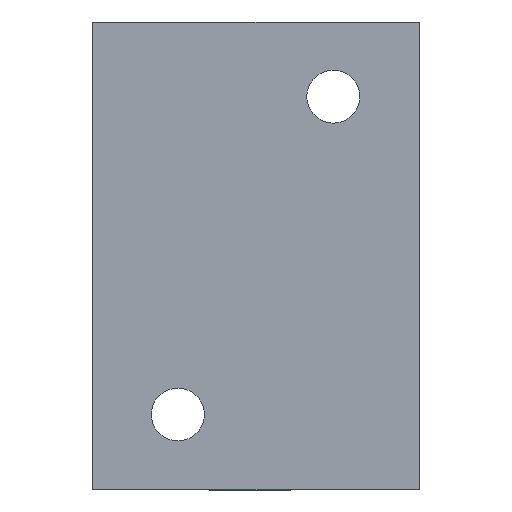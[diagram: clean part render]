
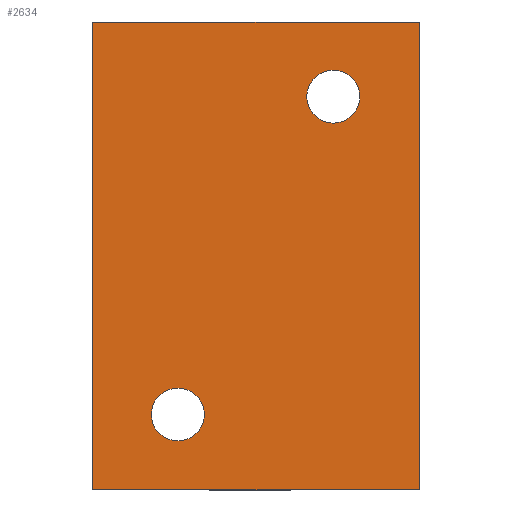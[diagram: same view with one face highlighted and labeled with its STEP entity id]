
A CAD part, front view. The second image highlights one B-rep face of the part: STEP entity #2634.
In plain terms, the highlighted planar face has unit normal (0, -1, 0).
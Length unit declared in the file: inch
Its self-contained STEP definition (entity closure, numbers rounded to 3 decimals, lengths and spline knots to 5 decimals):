
#15 = PLANE ( 'NONE',  #296 ) ;
#54 = DIRECTION ( 'NONE',  ( 0., 1., 0. ) ) ;
#100 = CARTESIAN_POINT ( 'NONE',  ( -4.13944, 0., -1.42576 ) ) ;
#109 = EDGE_LOOP ( 'NONE', ( #2122, #2670, #1742, #1424 ) ) ;
#130 = CARTESIAN_POINT ( 'NONE',  ( -2.43007, 0., -1.77263 ) ) ;
#165 = CARTESIAN_POINT ( 'NONE',  ( -4.13944, 0., -1.23826 ) ) ;
#167 = VERTEX_POINT ( 'NONE', #701 ) ;
#206 = LINE ( 'NONE', #2446, #2104 ) ;
#252 = CARTESIAN_POINT ( 'NONE',  ( 0., 0., 0. ) ) ;
#262 = LINE ( 'NONE', #1762, #2724 ) ;
#285 = CARTESIAN_POINT ( 'NONE',  ( -4.74257, 0., 1.53987 ) ) ;
#292 = CARTESIAN_POINT ( 'NONE',  ( -4.13944, 0., -1.05076 ) ) ;
#295 = VECTOR ( 'NONE', #521, 39.37008 ) ;
#296 = AXIS2_PLACEMENT_3D ( 'NONE', #252, #481, #2161 ) ;
#355 = AXIS2_PLACEMENT_3D ( 'NONE', #2422, #988, #2652 ) ;
#389 = LINE ( 'NONE', #2832, #1434 ) ;
#393 = DIRECTION ( 'NONE',  ( 0., 0., 1. ) ) ;
#422 = CARTESIAN_POINT ( 'NONE',  ( -4.74257, 0., -1.77263 ) ) ;
#448 = VERTEX_POINT ( 'NONE', #292 ) ;
#481 = DIRECTION ( 'NONE',  ( 0., 1., 0. ) ) ;
#521 = DIRECTION ( 'NONE',  ( 1., 0., 0. ) ) ;
#553 = ORIENTED_EDGE ( 'NONE', *, *, #2874, .T. ) ;
#578 = DIRECTION ( 'NONE',  ( 0., 0., -1. ) ) ;
#693 = DIRECTION ( 'NONE',  ( 0., 0., 1. ) ) ;
#701 = CARTESIAN_POINT ( 'NONE',  ( -2.43007, 0., 1.53987 ) ) ;
#835 = VERTEX_POINT ( 'NONE', #285 ) ;
#897 = EDGE_LOOP ( 'NONE', ( #3040, #553 ) ) ;
#900 = LINE ( 'NONE', #1950, #295 ) ;
#988 = DIRECTION ( 'NONE',  ( 0., 1., 0. ) ) ;
#1129 = FACE_BOUND ( 'NONE', #2506, .T. ) ;
#1161 = DIRECTION ( 'NONE',  ( 0., 1., 0. ) ) ;
#1226 = AXIS2_PLACEMENT_3D ( 'NONE', #165, #1815, #393 ) ;
#1268 = EDGE_CURVE ( 'NONE', #167, #2090, #262, .T. ) ;
#1381 = EDGE_CURVE ( 'NONE', #448, #1797, #2856, .T. ) ;
#1424 = ORIENTED_EDGE ( 'NONE', *, *, #2710, .F. ) ;
#1434 = VECTOR ( 'NONE', #693, 39.37008 ) ;
#1449 = CARTESIAN_POINT ( 'NONE',  ( -3.03944, 0., 1.19924 ) ) ;
#1467 = CARTESIAN_POINT ( 'NONE',  ( -3.03944, 0., 1.01174 ) ) ;
#1702 = FACE_OUTER_BOUND ( 'NONE', #109, .T. ) ;
#1709 = DIRECTION ( 'NONE',  ( 0., 0., 1. ) ) ;
#1742 = ORIENTED_EDGE ( 'NONE', *, *, #1268, .F. ) ;
#1762 = CARTESIAN_POINT ( 'NONE',  ( -2.43007, 0., -1.77263 ) ) ;
#1797 = VERTEX_POINT ( 'NONE', #100 ) ;
#1815 = DIRECTION ( 'NONE',  ( 0., 1., 0. ) ) ;
#1876 = EDGE_CURVE ( 'NONE', #2735, #3015, #2334, .T. ) ;
#1950 = CARTESIAN_POINT ( 'NONE',  ( -4.74257, 0., 1.53987 ) ) ;
#1990 = AXIS2_PLACEMENT_3D ( 'NONE', #2585, #1161, #2820 ) ;
#2090 = VERTEX_POINT ( 'NONE', #130 ) ;
#2104 = VECTOR ( 'NONE', #2226, 39.37008 ) ;
#2122 = ORIENTED_EDGE ( 'NONE', *, *, #2947, .F. ) ;
#2161 = DIRECTION ( 'NONE',  ( 0., 0., 1. ) ) ;
#2216 = CARTESIAN_POINT ( 'NONE',  ( -3.03944, 0., 0.82424 ) ) ;
#2226 = DIRECTION ( 'NONE',  ( -1., 0., 0. ) ) ;
#2269 = VERTEX_POINT ( 'NONE', #422 ) ;
#2334 = CIRCLE ( 'NONE', #3057, 0.1875 ) ;
#2406 = EDGE_CURVE ( 'NONE', #3015, #2735, #2994, .T. ) ;
#2422 = CARTESIAN_POINT ( 'NONE',  ( -3.03944, 0., 1.01174 ) ) ;
#2446 = CARTESIAN_POINT ( 'NONE',  ( -4.74257, 0., -1.77263 ) ) ;
#2506 = EDGE_LOOP ( 'NONE', ( #2540, #3054 ) ) ;
#2540 = ORIENTED_EDGE ( 'NONE', *, *, #2406, .T. ) ;
#2548 = FACE_BOUND ( 'NONE', #897, .T. ) ;
#2585 = CARTESIAN_POINT ( 'NONE',  ( -4.13944, 0., -1.23826 ) ) ;
#2634 = ADVANCED_FACE ( 'NONE', ( #1129, #2548, #1702 ), #15, .F. ) ;
#2652 = DIRECTION ( 'NONE',  ( 0., 0., 1. ) ) ;
#2670 = ORIENTED_EDGE ( 'NONE', *, *, #2742, .F. ) ;
#2710 = EDGE_CURVE ( 'NONE', #835, #167, #900, .T. ) ;
#2724 = VECTOR ( 'NONE', #578, 39.37008 ) ;
#2735 = VERTEX_POINT ( 'NONE', #2216 ) ;
#2742 = EDGE_CURVE ( 'NONE', #2090, #2269, #206, .T. ) ;
#2820 = DIRECTION ( 'NONE',  ( 0., 0., 1. ) ) ;
#2832 = CARTESIAN_POINT ( 'NONE',  ( -4.74257, 0., -1.77263 ) ) ;
#2842 = CIRCLE ( 'NONE', #1990, 0.1875 ) ;
#2856 = CIRCLE ( 'NONE', #1226, 0.1875 ) ;
#2874 = EDGE_CURVE ( 'NONE', #1797, #448, #2842, .T. ) ;
#2947 = EDGE_CURVE ( 'NONE', #2269, #835, #389, .T. ) ;
#2994 = CIRCLE ( 'NONE', #355, 0.1875 ) ;
#3015 = VERTEX_POINT ( 'NONE', #1449 ) ;
#3040 = ORIENTED_EDGE ( 'NONE', *, *, #1381, .T. ) ;
#3054 = ORIENTED_EDGE ( 'NONE', *, *, #1876, .T. ) ;
#3057 = AXIS2_PLACEMENT_3D ( 'NONE', #1467, #54, #1709 ) ;
